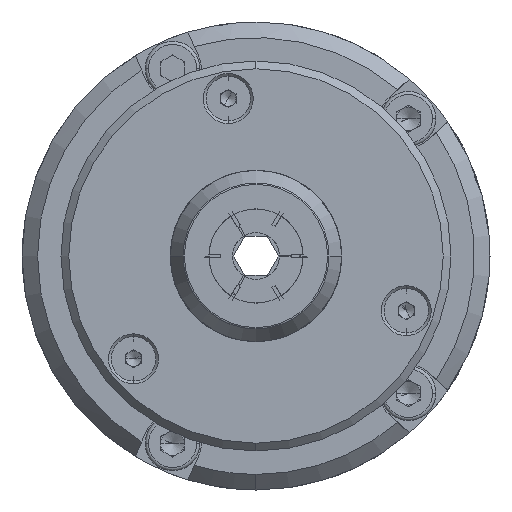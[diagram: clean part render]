
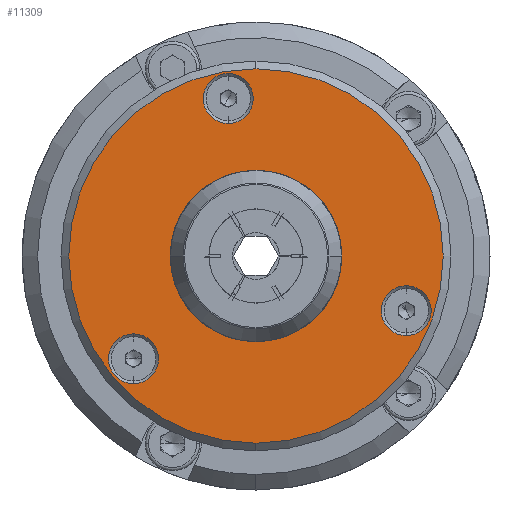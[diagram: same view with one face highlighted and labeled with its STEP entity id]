
A CAD part, left-side view. The second image highlights one B-rep face of the part: STEP entity #11309.
In plain terms, the highlighted planar face has unit normal (-1, 0, 0).
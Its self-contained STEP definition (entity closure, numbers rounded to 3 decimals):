
#32 = EDGE_CURVE ( 'NONE', #2791, #2895, #11750, .T. ) ;
#92 = EDGE_CURVE ( 'NONE', #2439, #2438, #3844, .T. ) ;
#147 = EDGE_CURVE ( 'NONE', #2895, #2791, #4490, .T. ) ;
#190 = EDGE_CURVE ( 'NONE', #2441, #2440, #4389, .T. ) ;
#2436 = VERTEX_POINT ( 'NONE', #8700 ) ;
#2437 = VERTEX_POINT ( 'NONE', #8699 ) ;
#2438 = VERTEX_POINT ( 'NONE', #8698 ) ;
#2439 = VERTEX_POINT ( 'NONE', #8697 ) ;
#2440 = VERTEX_POINT ( 'NONE', #8696 ) ;
#2441 = VERTEX_POINT ( 'NONE', #8695 ) ;
#2791 = VERTEX_POINT ( 'NONE', #3353 ) ;
#2865 = VERTEX_POINT ( 'NONE', #3168 ) ;
#2868 = VERTEX_POINT ( 'NONE', #3412 ) ;
#2895 = VERTEX_POINT ( 'NONE', #3086 ) ;
#2960 = DIRECTION ( 'NONE',  ( 0., 0., 1. ) ) ;
#2962 = DIRECTION ( 'NONE',  ( -1., 0., 0. ) ) ;
#2963 = CARTESIAN_POINT ( 'NONE',  ( -12.2, 0., 0. ) ) ;
#2971 = DIRECTION ( 'NONE',  ( -1., 0., 0. ) ) ;
#3026 = CARTESIAN_POINT ( 'NONE',  ( -12.2, -19.264, -7.011 ) ) ;
#3029 = DIRECTION ( 'NONE',  ( 0., 0., 1. ) ) ;
#3066 = DIRECTION ( 'NONE',  ( 0., 0., 1. ) ) ;
#3068 = DIRECTION ( 'NONE',  ( -1., 0., 0. ) ) ;
#3069 = CARTESIAN_POINT ( 'NONE',  ( -12.2, -19.264, -7.011 ) ) ;
#3086 = CARTESIAN_POINT ( 'NONE',  ( -12.2, 3.56, 16.989 ) ) ;
#3168 = CARTESIAN_POINT ( 'NONE',  ( -12.2, 0., 24. ) ) ;
#3278 = DIRECTION ( 'NONE',  ( 0., 0., 1. ) ) ;
#3279 = DIRECTION ( 'NONE',  ( -1., 0., 0. ) ) ;
#3280 = CARTESIAN_POINT ( 'NONE',  ( -12.2, 15.704, -13.177 ) ) ;
#3283 = DIRECTION ( 'NONE',  ( 0., 0., 1. ) ) ;
#3284 = DIRECTION ( 'NONE',  ( -1., 0., 0. ) ) ;
#3287 = CARTESIAN_POINT ( 'NONE',  ( -12.2, 0., 0. ) ) ;
#3353 = CARTESIAN_POINT ( 'NONE',  ( -12.2, 3.56, 23.389 ) ) ;
#3361 = DIRECTION ( 'NONE',  ( 0., 0., -1. ) ) ;
#3365 = DIRECTION ( 'NONE',  ( 1., 0., 0. ) ) ;
#3366 = CARTESIAN_POINT ( 'NONE',  ( -12.2, 0., 0. ) ) ;
#3412 = CARTESIAN_POINT ( 'NONE',  ( -12.2, 0., -24. ) ) ;
#3844 = CIRCLE ( 'NONE', #9804, 9.8 ) ;
#4389 = CIRCLE ( 'NONE', #9397, 3.2 ) ;
#4490 = CIRCLE ( 'NONE', #9839, 3.2 ) ;
#4997 = FACE_BOUND ( 'NONE', #11874, .T. ) ;
#4998 = FACE_BOUND ( 'NONE', #12159, .T. ) ;
#4999 = FACE_BOUND ( 'NONE', #12114, .T. ) ;
#5001 = FACE_BOUND ( 'NONE', #11858, .T. ) ;
#5005 = FACE_OUTER_BOUND ( 'NONE', #12077, .T. ) ;
#5042 = CIRCLE ( 'NONE', #6295, 24. ) ;
#5085 = CIRCLE ( 'NONE', #6312, 3.2 ) ;
#5150 = CIRCLE ( 'NONE', #6334, 24. ) ;
#5155 = CIRCLE ( 'NONE', #6333, 3.2 ) ;
#5175 = CIRCLE ( 'NONE', #6337, 9.8 ) ;
#5197 = CIRCLE ( 'NONE', #6346, 3.2 ) ;
#6274 = AXIS2_PLACEMENT_3D ( 'NONE', #8972, #9190, #9351 ) ;
#6295 = AXIS2_PLACEMENT_3D ( 'NONE', #2963, #2962, #2960 ) ;
#6312 = AXIS2_PLACEMENT_3D ( 'NONE', #3069, #3068, #3066 ) ;
#6333 = AXIS2_PLACEMENT_3D ( 'NONE', #3280, #3279, #3278 ) ;
#6334 = AXIS2_PLACEMENT_3D ( 'NONE', #3287, #3284, #3283 ) ;
#6337 = AXIS2_PLACEMENT_3D ( 'NONE', #3366, #3365, #3361 ) ;
#6346 = AXIS2_PLACEMENT_3D ( 'NONE', #3026, #2971, #3029 ) ;
#6693 = ORIENTED_EDGE ( 'NONE', *, *, #190, .F. ) ;
#6695 = ORIENTED_EDGE ( 'NONE', *, *, #9505, .T. ) ;
#6697 = ORIENTED_EDGE ( 'NONE', *, *, #9520, .F. ) ;
#6698 = ORIENTED_EDGE ( 'NONE', *, *, #92, .T. ) ;
#6701 = ORIENTED_EDGE ( 'NONE', *, *, #9626, .F. ) ;
#6864 = ORIENTED_EDGE ( 'NONE', *, *, #9366, .F. ) ;
#6868 = ORIENTED_EDGE ( 'NONE', *, *, #147, .F. ) ;
#6875 = ORIENTED_EDGE ( 'NONE', *, *, #32, .F. ) ;
#6951 = ORIENTED_EDGE ( 'NONE', *, *, #9702, .T. ) ;
#7223 = ORIENTED_EDGE ( 'NONE', *, *, #9519, .T. ) ;
#8695 = CARTESIAN_POINT ( 'NONE',  ( -12.2, 15.704, -9.977 ) ) ;
#8696 = CARTESIAN_POINT ( 'NONE',  ( -12.2, 15.704, -16.377 ) ) ;
#8697 = CARTESIAN_POINT ( 'NONE',  ( -12.2, 0., -9.8 ) ) ;
#8698 = CARTESIAN_POINT ( 'NONE',  ( -12.2, 0., 9.8 ) ) ;
#8699 = CARTESIAN_POINT ( 'NONE',  ( -12.2, -19.264, -3.811 ) ) ;
#8700 = CARTESIAN_POINT ( 'NONE',  ( -12.2, -19.264, -10.211 ) ) ;
#8972 = CARTESIAN_POINT ( 'NONE',  ( -12.2, 25., 0. ) ) ;
#9077 = PLANE ( 'NONE',  #6274 ) ;
#9190 = DIRECTION ( 'NONE',  ( -1., 0., 0. ) ) ;
#9351 = DIRECTION ( 'NONE',  ( 0., 0., 1. ) ) ;
#9366 = EDGE_CURVE ( 'NONE', #2437, #2436, #5197, .T. ) ;
#9397 = AXIS2_PLACEMENT_3D ( 'NONE', #11036, #10838, #10959 ) ;
#9472 = AXIS2_PLACEMENT_3D ( 'NONE', #11176, #11175, #11174 ) ;
#9505 = EDGE_CURVE ( 'NONE', #2438, #2439, #5175, .T. ) ;
#9519 = EDGE_CURVE ( 'NONE', #2868, #2865, #5150, .T. ) ;
#9520 = EDGE_CURVE ( 'NONE', #2440, #2441, #5155, .T. ) ;
#9626 = EDGE_CURVE ( 'NONE', #2436, #2437, #5085, .T. ) ;
#9702 = EDGE_CURVE ( 'NONE', #2865, #2868, #5042, .T. ) ;
#9804 = AXIS2_PLACEMENT_3D ( 'NONE', #10887, #10886, #10883 ) ;
#9839 = AXIS2_PLACEMENT_3D ( 'NONE', #11017, #11263, #11110 ) ;
#10838 = DIRECTION ( 'NONE',  ( -1., 0., 0. ) ) ;
#10883 = DIRECTION ( 'NONE',  ( 0., 0., -1. ) ) ;
#10886 = DIRECTION ( 'NONE',  ( 1., 0., 0. ) ) ;
#10887 = CARTESIAN_POINT ( 'NONE',  ( -12.2, 0., 0. ) ) ;
#10959 = DIRECTION ( 'NONE',  ( 0., 0., 1. ) ) ;
#11017 = CARTESIAN_POINT ( 'NONE',  ( -12.2, 3.56, 20.189 ) ) ;
#11036 = CARTESIAN_POINT ( 'NONE',  ( -12.2, 15.704, -13.177 ) ) ;
#11110 = DIRECTION ( 'NONE',  ( 0., 0., 1. ) ) ;
#11174 = DIRECTION ( 'NONE',  ( 0., 0., 1. ) ) ;
#11175 = DIRECTION ( 'NONE',  ( -1., 0., 0. ) ) ;
#11176 = CARTESIAN_POINT ( 'NONE',  ( -12.2, 3.56, 20.189 ) ) ;
#11263 = DIRECTION ( 'NONE',  ( -1., 0., 0. ) ) ;
#11309 = ADVANCED_FACE ( 'NONE', ( #5005, #4997, #4999, #4998, #5001 ), #9077, .T. ) ;
#11750 = CIRCLE ( 'NONE', #9472, 3.2 ) ;
#11858 = EDGE_LOOP ( 'NONE', ( #6698, #6695 ) ) ;
#11874 = EDGE_LOOP ( 'NONE', ( #6875, #6868 ) ) ;
#12077 = EDGE_LOOP ( 'NONE', ( #7223, #6951 ) ) ;
#12114 = EDGE_LOOP ( 'NONE', ( #6864, #6701 ) ) ;
#12159 = EDGE_LOOP ( 'NONE', ( #6693, #6697 ) ) ;
